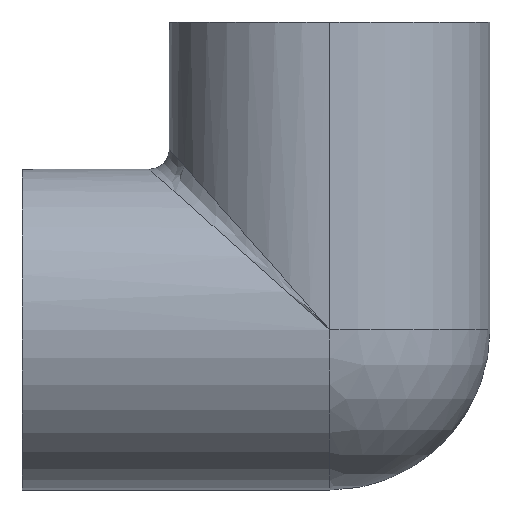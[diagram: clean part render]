
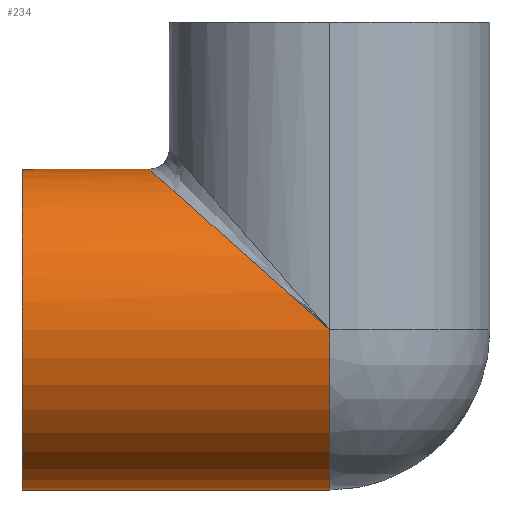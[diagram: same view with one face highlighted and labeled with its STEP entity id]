
A CAD part, front view. The second image highlights one B-rep face of the part: STEP entity #234.
In plain terms, the highlighted cylindrical face has radius 34.671 mm (diameter 69.342 mm), a partial arc.
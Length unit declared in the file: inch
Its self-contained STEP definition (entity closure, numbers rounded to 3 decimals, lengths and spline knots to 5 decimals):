
#41 = ORIENTED_EDGE ( 'NONE', *, *, #1306, .T. ) ;
#50 = ORIENTED_EDGE ( 'NONE', *, *, #1343, .T. ) ;
#60 = ORIENTED_EDGE ( 'NONE', *, *, #1327, .F. ) ;
#89 = ORIENTED_EDGE ( 'NONE', *, *, #1076, .F. ) ;
#100 = ORIENTED_EDGE ( 'NONE', *, *, #1295, .T. ) ;
#163 = EDGE_LOOP ( 'NONE', ( #89, #100, #50, #41, #60 ) ) ;
#234 = ADVANCED_FACE ( 'NONE', ( #1203 ), #1259, .T. ) ;
#260 = DIRECTION ( 'NONE',  ( -1., 0., 0. ) ) ;
#288 = DIRECTION ( 'NONE',  ( 0., 0., 1. ) ) ;
#291 = CARTESIAN_POINT ( 'NONE',  ( -2.62, 0., 0. ) ) ;
#658 = VERTEX_POINT ( 'NONE', #1036 ) ;
#676 = VERTEX_POINT ( 'NONE', #1019 ) ;
#687 = VERTEX_POINT ( 'NONE', #1014 ) ;
#689 = VERTEX_POINT ( 'NONE', #1012 ) ;
#690 = VERTEX_POINT ( 'NONE', #1011 ) ;
#820 = DIRECTION ( 'NONE',  ( -1., 0., 0. ) ) ;
#833 = CARTESIAN_POINT ( 'NONE',  ( -2.62, 0., -1.365 ) ) ;
#1011 = CARTESIAN_POINT ( 'NONE',  ( -1.5365, 0., 1.365 ) ) ;
#1012 = CARTESIAN_POINT ( 'NONE',  ( -2.62, 0., -1.365 ) ) ;
#1014 = CARTESIAN_POINT ( 'NONE',  ( 0., -1.365, 0. ) ) ;
#1019 = CARTESIAN_POINT ( 'NONE',  ( -2.62, 0., 1.365 ) ) ;
#1036 = CARTESIAN_POINT ( 'NONE',  ( 0., 0., -1.365 ) ) ;
#1076 = EDGE_CURVE ( 'NONE', #658, #689, #1233, .T. ) ;
#1083 = AXIS2_PLACEMENT_3D ( 'NONE', #291, #260, #288 ) ;
#1091 = AXIS2_PLACEMENT_3D ( 'NONE', #1465, #1464, #1460 ) ;
#1126 = AXIS2_PLACEMENT_3D ( 'NONE', #1473, #1503, #1505 ) ;
#1169 = VECTOR ( 'NONE', #820, 39.37008 ) ;
#1181 = LINE ( 'NONE', #1525, #1202 ) ;
#1202 = VECTOR ( 'NONE', #1535, 39.37008 ) ;
#1203 = FACE_OUTER_BOUND ( 'NONE', #163, .T. ) ;
#1214 = CIRCLE ( 'NONE', #1091, 1.365 ) ;
#1220 = CIRCLE ( 'NONE', #1126, 1.365 ) ;
#1233 = LINE ( 'NONE', #833, #1169 ) ;
#1259 = CYLINDRICAL_SURFACE ( 'NONE', #1083, 1.365 ) ;
#1285 =( BOUNDED_CURVE ( )  B_SPLINE_CURVE ( 3, ( #1394, #1398, #1400, #1403 ),
 .UNSPECIFIED., .F., .F. ) 
 B_SPLINE_CURVE_WITH_KNOTS ( ( 4, 4 ),
 ( 4.71239, 6.28319 ),
 .UNSPECIFIED. ) 
 CURVE ( )  GEOMETRIC_REPRESENTATION_ITEM ( )  RATIONAL_B_SPLINE_CURVE ( ( 1., 0.805, 0.805, 1. ) ) 
 REPRESENTATION_ITEM ( '' )  );
#1295 = EDGE_CURVE ( 'NONE', #658, #687, #1214, .T. ) ;
#1306 = EDGE_CURVE ( 'NONE', #690, #676, #1181, .T. ) ;
#1327 = EDGE_CURVE ( 'NONE', #689, #676, #1220, .T. ) ;
#1343 = EDGE_CURVE ( 'NONE', #687, #690, #1285, .T. ) ;
#1394 = CARTESIAN_POINT ( 'NONE',  ( 0., -1.365, 0. ) ) ;
#1398 = CARTESIAN_POINT ( 'NONE',  ( -0.90006, -1.365, 0.7996 ) ) ;
#1400 = CARTESIAN_POINT ( 'NONE',  ( -1.5365, -0.7996, 1.365 ) ) ;
#1403 = CARTESIAN_POINT ( 'NONE',  ( -1.5365, 0., 1.365 ) ) ;
#1460 = DIRECTION ( 'NONE',  ( 0., 0., 1. ) ) ;
#1464 = DIRECTION ( 'NONE',  ( -1., 0., 0. ) ) ;
#1465 = CARTESIAN_POINT ( 'NONE',  ( 0., 0., 0. ) ) ;
#1473 = CARTESIAN_POINT ( 'NONE',  ( -2.62, 0., 0. ) ) ;
#1503 = DIRECTION ( 'NONE',  ( -1., 0., 0. ) ) ;
#1505 = DIRECTION ( 'NONE',  ( 0., 0., 1. ) ) ;
#1525 = CARTESIAN_POINT ( 'NONE',  ( -2.62, 0., 1.365 ) ) ;
#1535 = DIRECTION ( 'NONE',  ( -1., 0., 0. ) ) ;
